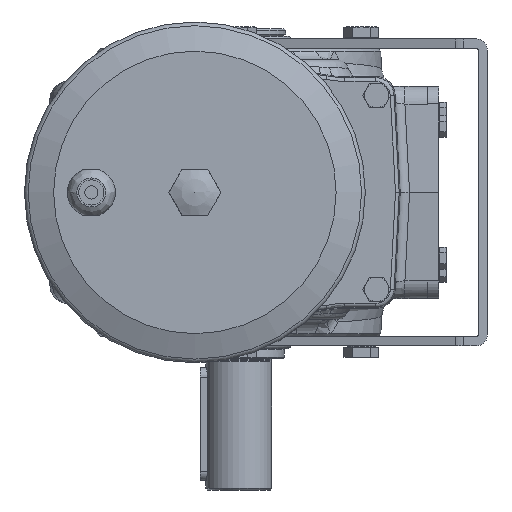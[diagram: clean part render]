
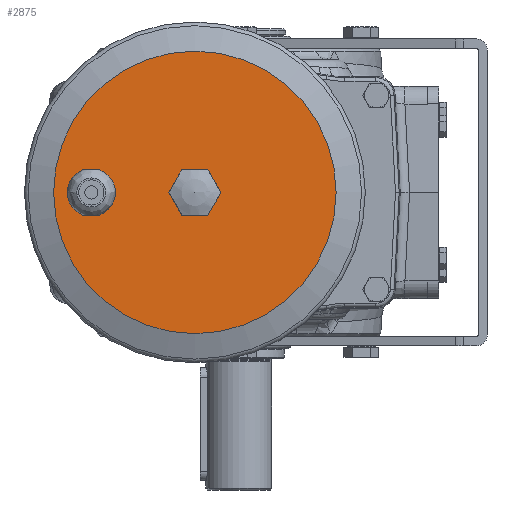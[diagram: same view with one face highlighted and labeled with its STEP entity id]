
A CAD part, left-side view. The second image highlights one B-rep face of the part: STEP entity #2875.
In plain terms, the highlighted planar face has unit normal (-1, 0, 0).
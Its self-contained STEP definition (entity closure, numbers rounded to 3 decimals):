
#2875 = ADVANCED_FACE( '', ( #6326, #6327, #6328 ), #6329, .T. );
#6326 = FACE_BOUND( '', #18324, .T. );
#6327 = FACE_OUTER_BOUND( '', #18325, .T. );
#6328 = FACE_BOUND( '', #18326, .T. );
#6329 = PLANE( '', #18327 );
#18324 = EDGE_LOOP( '', ( #28349, #28350, #28351, #28352 ) );
#18325 = EDGE_LOOP( '', ( #28353 ) );
#18326 = EDGE_LOOP( '', ( #28354, #28355, #28356, #28357, #28358, #28359 ) );
#18327 = AXIS2_PLACEMENT_3D( '', #28360, #28361, #28362 );
#28349 = ORIENTED_EDGE( '', *, *, #31936, .F. );
#28350 = ORIENTED_EDGE( '', *, *, #32309, .F. );
#28351 = ORIENTED_EDGE( '', *, *, #30328, .F. );
#28352 = ORIENTED_EDGE( '', *, *, #31733, .T. );
#28353 = ORIENTED_EDGE( '', *, *, #32993, .T. );
#28354 = ORIENTED_EDGE( '', *, *, #32030, .T. );
#28355 = ORIENTED_EDGE( '', *, *, #32682, .T. );
#28356 = ORIENTED_EDGE( '', *, *, #31086, .T. );
#28357 = ORIENTED_EDGE( '', *, *, #32933, .T. );
#28358 = ORIENTED_EDGE( '', *, *, #32195, .T. );
#28359 = ORIENTED_EDGE( '', *, *, #32994, .T. );
#28360 = CARTESIAN_POINT( '', ( -623.9, 98.4, 0. ) );
#28361 = DIRECTION( '', ( -1., 0., 0. ) );
#28362 = DIRECTION( '', ( 0., 1., 0. ) );
#30328 = EDGE_CURVE( '', #33822, #33825, #33826, .T. );
#31086 = EDGE_CURVE( '', #35069, #35073, #35075, .T. );
#31733 = EDGE_CURVE( '', #33822, #36049, #36051, .T. );
#31936 = EDGE_CURVE( '', #36337, #36049, #36338, .T. );
#32030 = EDGE_CURVE( '', #36462, #36466, #36468, .T. );
#32195 = EDGE_CURVE( '', #36686, #36688, #36690, .T. );
#32309 = EDGE_CURVE( '', #33825, #36337, #36842, .T. );
#32682 = EDGE_CURVE( '', #36466, #35069, #37324, .T. );
#32933 = EDGE_CURVE( '', #35073, #36686, #37613, .T. );
#32993 = EDGE_CURVE( '', #37681, #37681, #37682, .T. );
#32994 = EDGE_CURVE( '', #36688, #36462, #37683, .T. );
#33822 = VERTEX_POINT( '', #39237 );
#33825 = VERTEX_POINT( '', #39241 );
#33826 = CIRCLE( '', #39242, 12.8 );
#35069 = VERTEX_POINT( '', #41861 );
#35073 = VERTEX_POINT( '', #41866 );
#35075 = LINE( '', #41869, #41870 );
#36049 = VERTEX_POINT( '', #43874 );
#36051 = LINE( '', #43877, #43878 );
#36337 = VERTEX_POINT( '', #44383 );
#36338 = CIRCLE( '', #44384, 12.8 );
#36462 = VERTEX_POINT( '', #44637 );
#36466 = VERTEX_POINT( '', #44642 );
#36468 = LINE( '', #44645, #44646 );
#36686 = VERTEX_POINT( '', #45334 );
#36688 = VERTEX_POINT( '', #45337 );
#36690 = LINE( '', #45340, #45341 );
#36842 = LINE( '', #45573, #45574 );
#37324 = LINE( '', #46684, #46685 );
#37613 = LINE( '', #47150, #47151 );
#37681 = VERTEX_POINT( '', #47264 );
#37682 = CIRCLE( '', #47265, 75. );
#37683 = LINE( '', #47266, #47267 );
#39237 = CARTESIAN_POINT( '', ( -623.9, 82.854, 12. ) );
#39241 = CARTESIAN_POINT( '', ( -623.9, 82.854, -12. ) );
#39242 = AXIS2_PLACEMENT_3D( '', #48115, #48116, #48117 );
#41861 = CARTESIAN_POINT( '', ( -623.9, 16.472, -12. ) );
#41866 = CARTESIAN_POINT( '', ( -623.9, 30.328, -12. ) );
#41869 = CARTESIAN_POINT( '', ( -623.9, 16.472, -12. ) );
#41870 = VECTOR( '', #49116, 1000. );
#43874 = CARTESIAN_POINT( '', ( -623.9, 73.946, 12. ) );
#43877 = CARTESIAN_POINT( '', ( -623.9, 82.854, 12. ) );
#43878 = VECTOR( '', #49866, 1000. );
#44383 = CARTESIAN_POINT( '', ( -623.9, 73.946, -12. ) );
#44384 = AXIS2_PLACEMENT_3D( '', #50105, #50106, #50107 );
#44637 = CARTESIAN_POINT( '', ( -623.9, 16.472, 12. ) );
#44642 = CARTESIAN_POINT( '', ( -623.9, 9.544, 0. ) );
#44645 = CARTESIAN_POINT( '', ( -623.9, 16.472, 12. ) );
#44646 = VECTOR( '', #50190, 1000. );
#45334 = CARTESIAN_POINT( '', ( -623.9, 37.256, 0. ) );
#45337 = CARTESIAN_POINT( '', ( -623.9, 30.328, 12. ) );
#45340 = CARTESIAN_POINT( '', ( -623.9, 37.256, 0. ) );
#45341 = VECTOR( '', #50362, 1000. );
#45573 = CARTESIAN_POINT( '', ( -623.9, 82.854, -12. ) );
#45574 = VECTOR( '', #50506, 1000. );
#46684 = CARTESIAN_POINT( '', ( -623.9, 9.544, 0. ) );
#46685 = VECTOR( '', #50866, 1000. );
#47150 = CARTESIAN_POINT( '', ( -623.9, 30.328, -12. ) );
#47151 = VECTOR( '', #51081, 1000. );
#47264 = CARTESIAN_POINT( '', ( -623.9, 98.4, 0. ) );
#47265 = AXIS2_PLACEMENT_3D( '', #51129, #51130, #51131 );
#47266 = CARTESIAN_POINT( '', ( -623.9, 30.328, 12. ) );
#47267 = VECTOR( '', #51132, 1000. );
#48115 = CARTESIAN_POINT( '', ( -623.9, 78.4, 0. ) );
#48116 = DIRECTION( '', ( -1., 0., 0. ) );
#48117 = DIRECTION( '', ( 0., 1., 0. ) );
#49116 = DIRECTION( '', ( 0., 1., 0. ) );
#49866 = DIRECTION( '', ( 0., -1., 0. ) );
#50105 = CARTESIAN_POINT( '', ( -623.9, 78.4, 0. ) );
#50106 = DIRECTION( '', ( -1., 0., 0. ) );
#50107 = DIRECTION( '', ( 0., 1., 0. ) );
#50190 = DIRECTION( '', ( 0., -0.5, -0.866 ) );
#50362 = DIRECTION( '', ( 0., -0.5, 0.866 ) );
#50506 = DIRECTION( '', ( 0., -1., 0. ) );
#50866 = DIRECTION( '', ( 0., 0.5, -0.866 ) );
#51081 = DIRECTION( '', ( 0., 0.5, 0.866 ) );
#51129 = CARTESIAN_POINT( '', ( -623.9, 23.4, 0. ) );
#51130 = DIRECTION( '', ( -1., 0., 0. ) );
#51131 = DIRECTION( '', ( 0., 1., 0. ) );
#51132 = DIRECTION( '', ( 0., -1., 0. ) );
